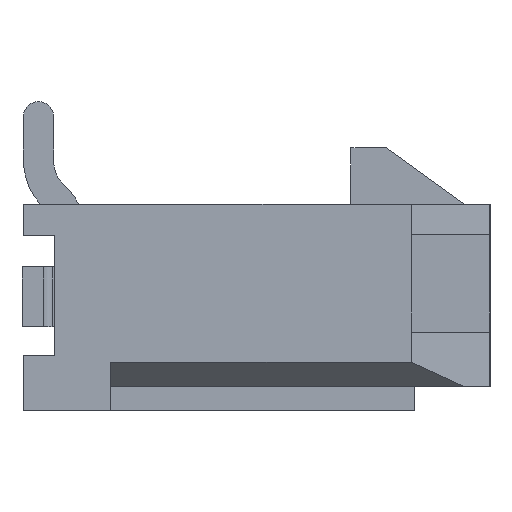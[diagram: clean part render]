
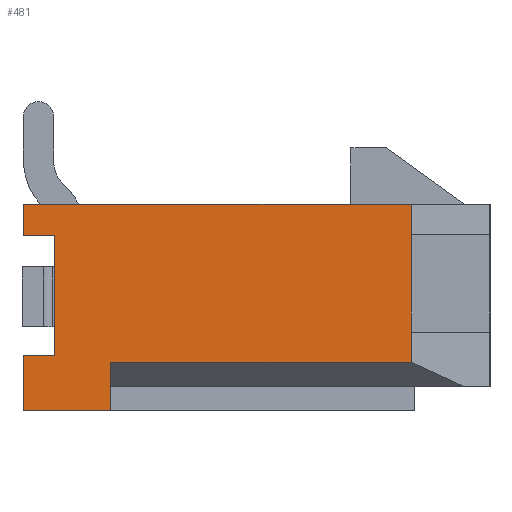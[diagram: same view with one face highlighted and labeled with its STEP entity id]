
A CAD part, left-side view. The second image highlights one B-rep face of the part: STEP entity #481.
In plain terms, the highlighted planar face has unit normal (-1, 0, 0).
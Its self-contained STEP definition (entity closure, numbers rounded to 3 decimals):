
#222=FACE_OUTER_BOUND('',#995,.T.);
#481=ADVANCED_FACE('',(#222),#741,.T.);
#741=PLANE('',#4731);
#995=EDGE_LOOP('',(#1400,#1401,#1402,#1403,#1404,#1405,#1406,#1407,#1408,
#1409,#1410,#1411));
#1400=ORIENTED_EDGE('',*,*,#3139,.F.);
#1401=ORIENTED_EDGE('',*,*,#3140,.T.);
#1402=ORIENTED_EDGE('',*,*,#3141,.F.);
#1403=ORIENTED_EDGE('',*,*,#3142,.F.);
#1404=ORIENTED_EDGE('',*,*,#3143,.F.);
#1405=ORIENTED_EDGE('',*,*,#3035,.F.);
#1406=ORIENTED_EDGE('',*,*,#3144,.T.);
#1407=ORIENTED_EDGE('',*,*,#3145,.T.);
#1408=ORIENTED_EDGE('',*,*,#2992,.T.);
#1409=ORIENTED_EDGE('',*,*,#3146,.T.);
#1410=ORIENTED_EDGE('',*,*,#3138,.T.);
#1411=ORIENTED_EDGE('',*,*,#3147,.T.);
#2566=VERTEX_POINT('',#6409);
#2567=VERTEX_POINT('',#6410);
#2607=VERTEX_POINT('',#6495);
#2608=VERTEX_POINT('',#6497);
#2705=VERTEX_POINT('',#6699);
#2709=VERTEX_POINT('',#6708);
#2710=VERTEX_POINT('',#6712);
#2711=VERTEX_POINT('',#6713);
#2712=VERTEX_POINT('',#6715);
#2713=VERTEX_POINT('',#6717);
#2714=VERTEX_POINT('',#6719);
#2715=VERTEX_POINT('',#6722);
#2992=EDGE_CURVE('',#2566,#2567,#3650,.T.);
#3035=EDGE_CURVE('',#2607,#2608,#3693,.T.);
#3138=EDGE_CURVE('',#2705,#2709,#3796,.T.);
#3139=EDGE_CURVE('',#2710,#2711,#3797,.T.);
#3140=EDGE_CURVE('',#2710,#2712,#3798,.T.);
#3141=EDGE_CURVE('',#2713,#2712,#3799,.T.);
#3142=EDGE_CURVE('',#2714,#2713,#3800,.T.);
#3143=EDGE_CURVE('',#2608,#2714,#3801,.T.);
#3144=EDGE_CURVE('',#2607,#2715,#3802,.T.);
#3145=EDGE_CURVE('',#2715,#2566,#3803,.T.);
#3146=EDGE_CURVE('',#2567,#2705,#3804,.T.);
#3147=EDGE_CURVE('',#2709,#2711,#3805,.T.);
#3650=LINE('',#6408,#4184);
#3693=LINE('',#6496,#4227);
#3796=LINE('',#6709,#4330);
#3797=LINE('',#6711,#4331);
#3798=LINE('',#6714,#4332);
#3799=LINE('',#6716,#4333);
#3800=LINE('',#6718,#4334);
#3801=LINE('',#6720,#4335);
#3802=LINE('',#6721,#4336);
#3803=LINE('',#6723,#4337);
#3804=LINE('',#6724,#4338);
#3805=LINE('',#6725,#4339);
#4184=VECTOR('',#5105,1.);
#4227=VECTOR('',#5154,1.);
#4330=VECTOR('',#5273,1.);
#4331=VECTOR('',#5276,1.);
#4332=VECTOR('',#5277,1.);
#4333=VECTOR('',#5278,1.);
#4334=VECTOR('',#5279,1.);
#4335=VECTOR('',#5280,1.);
#4336=VECTOR('',#5281,1.);
#4337=VECTOR('',#5282,1.);
#4338=VECTOR('',#5283,1.);
#4339=VECTOR('',#5284,1.);
#4731=AXIS2_PLACEMENT_3D('',#6726,#5285,#5286);
#5105=DIRECTION('',(0.,0.,-1.));
#5154=DIRECTION('',(0.,-1.,0.));
#5273=DIRECTION('',(0.,0.,-1.));
#5276=DIRECTION('',(0.,0.,-1.));
#5277=DIRECTION('',(0.,-1.,0.));
#5278=DIRECTION('',(0.,0.,-1.));
#5279=DIRECTION('',(0.,0.,-1.));
#5280=DIRECTION('',(0.,0.,-1.));
#5281=DIRECTION('',(0.,0.,-1.));
#5282=DIRECTION('',(0.,-1.,0.));
#5283=DIRECTION('',(0.,1.,0.));
#5284=DIRECTION('',(0.,-1.,0.));
#5285=DIRECTION('',(-1.,0.,0.));
#5286=DIRECTION('',(0.,0.,1.));
#6408=CARTESIAN_POINT('',(-12.32,9.23,3.2));
#6409=CARTESIAN_POINT('',(-12.32,9.23,3.2));
#6410=CARTESIAN_POINT('',(-12.32,9.23,0.66));
#6495=CARTESIAN_POINT('',(-12.32,9.9,3.86));
#6496=CARTESIAN_POINT('',(-12.32,9.9,3.86));
#6497=CARTESIAN_POINT('',(-12.32,1.668,3.86));
#6699=CARTESIAN_POINT('',(-12.32,9.9,0.66));
#6708=CARTESIAN_POINT('',(-12.32,9.9,-0.51));
#6709=CARTESIAN_POINT('',(-12.32,9.9,3.86));
#6711=CARTESIAN_POINT('',(-12.32,8.05,-0.51));
#6712=CARTESIAN_POINT('',(-12.32,8.05,0.51));
#6713=CARTESIAN_POINT('',(-12.32,8.05,-0.51));
#6714=CARTESIAN_POINT('',(-12.32,9.9,0.51));
#6715=CARTESIAN_POINT('',(-12.32,1.668,0.51));
#6716=CARTESIAN_POINT('',(-12.32,1.668,38.214));
#6717=CARTESIAN_POINT('',(-12.32,1.668,1.15));
#6718=CARTESIAN_POINT('',(-12.32,1.668,3.22));
#6719=CARTESIAN_POINT('',(-12.32,1.668,3.22));
#6720=CARTESIAN_POINT('',(-12.32,1.668,38.214));
#6721=CARTESIAN_POINT('',(-12.32,9.9,3.86));
#6722=CARTESIAN_POINT('',(-12.32,9.9,3.2));
#6723=CARTESIAN_POINT('',(-12.32,9.9,3.2));
#6724=CARTESIAN_POINT('',(-12.32,9.23,0.66));
#6725=CARTESIAN_POINT('',(-12.32,8.05,-0.51));
#6726=CARTESIAN_POINT('',(-12.32,9.9,3.86));
